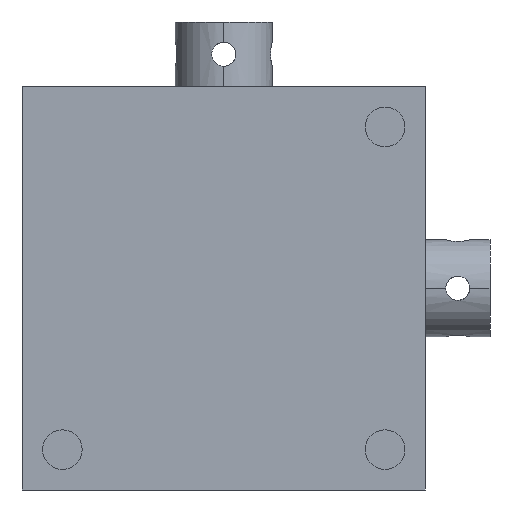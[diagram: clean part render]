
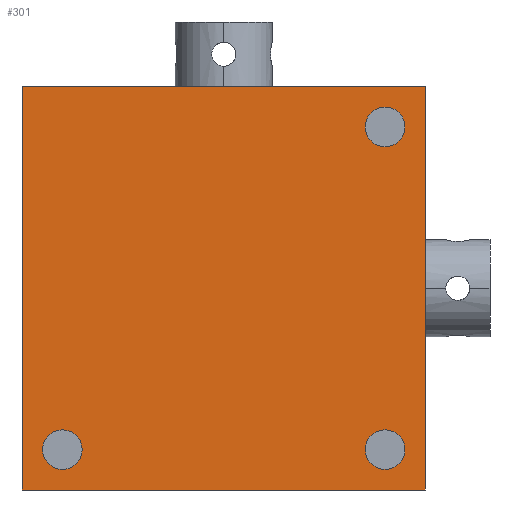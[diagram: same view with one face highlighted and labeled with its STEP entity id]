
A CAD part, front view. The second image highlights one B-rep face of the part: STEP entity #301.
In plain terms, the highlighted planar face has unit normal (0, -1, 0).
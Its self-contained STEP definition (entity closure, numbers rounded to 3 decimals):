
#301 = ADVANCED_FACE( '', ( #697, #698, #699, #700 ), #701, .T. );
#697 = FACE_BOUND( '', #1347, .T. );
#698 = FACE_BOUND( '', #1348, .T. );
#699 = FACE_BOUND( '', #1349, .T. );
#700 = FACE_OUTER_BOUND( '', #1350, .T. );
#701 = PLANE( '', #1351 );
#1347 = EDGE_LOOP( '', ( #2514, #2515 ) );
#1348 = EDGE_LOOP( '', ( #2516, #2517 ) );
#1349 = EDGE_LOOP( '', ( #2518, #2519 ) );
#1350 = EDGE_LOOP( '', ( #2520, #2521, #2522, #2523 ) );
#1351 = AXIS2_PLACEMENT_3D( '', #2524, #2525, #2526 );
#2514 = ORIENTED_EDGE( '', *, *, #4195, .T. );
#2515 = ORIENTED_EDGE( '', *, *, #4405, .T. );
#2516 = ORIENTED_EDGE( '', *, *, #4191, .T. );
#2517 = ORIENTED_EDGE( '', *, *, #4406, .T. );
#2518 = ORIENTED_EDGE( '', *, *, #4187, .T. );
#2519 = ORIENTED_EDGE( '', *, *, #4407, .T. );
#2520 = ORIENTED_EDGE( '', *, *, #4395, .T. );
#2521 = ORIENTED_EDGE( '', *, *, #4350, .F. );
#2522 = ORIENTED_EDGE( '', *, *, #4369, .F. );
#2523 = ORIENTED_EDGE( '', *, *, #4384, .T. );
#2524 = CARTESIAN_POINT( '', ( -12.5, 0., 12.5 ) );
#2525 = DIRECTION( '', ( 0., -1., 0. ) );
#2526 = DIRECTION( '', ( -1., 0., 0. ) );
#4187 = EDGE_CURVE( '', #4921, #4925, #4927, .T. );
#4191 = EDGE_CURVE( '', #4929, #4933, #4935, .T. );
#4195 = EDGE_CURVE( '', #4937, #4941, #4943, .T. );
#4350 = EDGE_CURVE( '', #5198, #5200, #5201, .T. );
#4369 = EDGE_CURVE( '', #5230, #5198, #5232, .T. );
#4384 = EDGE_CURVE( '', #5230, #5254, #5256, .T. );
#4395 = EDGE_CURVE( '', #5254, #5200, #5274, .T. );
#4405 = EDGE_CURVE( '', #4941, #4937, #5288, .T. );
#4406 = EDGE_CURVE( '', #4933, #4929, #5289, .T. );
#4407 = EDGE_CURVE( '', #4925, #4921, #5290, .T. );
#4921 = VERTEX_POINT( '', #6117 );
#4925 = VERTEX_POINT( '', #6122 );
#4927 = CIRCLE( '', #6125, 1.23 );
#4929 = VERTEX_POINT( '', #6127 );
#4933 = VERTEX_POINT( '', #6132 );
#4935 = CIRCLE( '', #6135, 1.23 );
#4937 = VERTEX_POINT( '', #6137 );
#4941 = VERTEX_POINT( '', #6142 );
#4943 = CIRCLE( '', #6145, 1.23 );
#5198 = VERTEX_POINT( '', #6635 );
#5200 = VERTEX_POINT( '', #6638 );
#5201 = LINE( '', #6639, #6640 );
#5230 = VERTEX_POINT( '', #6682 );
#5232 = LINE( '', #6685, #6686 );
#5254 = VERTEX_POINT( '', #6718 );
#5256 = LINE( '', #6721, #6722 );
#5274 = LINE( '', #6750, #6751 );
#5288 = CIRCLE( '', #6771, 1.23 );
#5289 = CIRCLE( '', #6772, 1.23 );
#5290 = CIRCLE( '', #6773, 1.23 );
#6117 = CARTESIAN_POINT( '', ( 10., 0., -11.23 ) );
#6122 = CARTESIAN_POINT( '', ( 10., 0., -8.771 ) );
#6125 = AXIS2_PLACEMENT_3D( '', #8071, #8072, #8073 );
#6127 = CARTESIAN_POINT( '', ( 10., 0., 8.771 ) );
#6132 = CARTESIAN_POINT( '', ( 10., 0., 11.23 ) );
#6135 = AXIS2_PLACEMENT_3D( '', #8079, #8080, #8081 );
#6137 = CARTESIAN_POINT( '', ( -10., 0., -11.23 ) );
#6142 = CARTESIAN_POINT( '', ( -10., 0., -8.771 ) );
#6145 = AXIS2_PLACEMENT_3D( '', #8087, #8088, #8089 );
#6635 = CARTESIAN_POINT( '', ( 12.5, 0., 12.5 ) );
#6638 = CARTESIAN_POINT( '', ( 12.5, 0., -12.5 ) );
#6639 = CARTESIAN_POINT( '', ( 12.5, 0., 12.5 ) );
#6640 = VECTOR( '', #8324, 1. );
#6682 = CARTESIAN_POINT( '', ( -12.5, 0., 12.5 ) );
#6685 = CARTESIAN_POINT( '', ( -12.5, 0., 12.5 ) );
#6686 = VECTOR( '', #8351, 1. );
#6718 = CARTESIAN_POINT( '', ( -12.5, 0., -12.5 ) );
#6721 = CARTESIAN_POINT( '', ( -12.5, 0., 12.5 ) );
#6722 = VECTOR( '', #8372, 1. );
#6750 = CARTESIAN_POINT( '', ( -12.5, 0., -12.5 ) );
#6751 = VECTOR( '', #8383, 1. );
#6771 = AXIS2_PLACEMENT_3D( '', #8399, #8400, #8401 );
#6772 = AXIS2_PLACEMENT_3D( '', #8402, #8403, #8404 );
#6773 = AXIS2_PLACEMENT_3D( '', #8405, #8406, #8407 );
#8071 = CARTESIAN_POINT( '', ( 10., 0., -10. ) );
#8072 = DIRECTION( '', ( 0., 1., 0. ) );
#8073 = DIRECTION( '', ( 0., 0., -1. ) );
#8079 = CARTESIAN_POINT( '', ( 10., 0., 10. ) );
#8080 = DIRECTION( '', ( 0., 1., 0. ) );
#8081 = DIRECTION( '', ( 0., 0., -1. ) );
#8087 = CARTESIAN_POINT( '', ( -10., 0., -10. ) );
#8088 = DIRECTION( '', ( 0., 1., 0. ) );
#8089 = DIRECTION( '', ( 0., 0., -1. ) );
#8324 = DIRECTION( '', ( 0., 0., -1. ) );
#8351 = DIRECTION( '', ( 1., 0., 0. ) );
#8372 = DIRECTION( '', ( 0., 0., -1. ) );
#8383 = DIRECTION( '', ( 1., 0., 0. ) );
#8399 = CARTESIAN_POINT( '', ( -10., 0., -10. ) );
#8400 = DIRECTION( '', ( 0., 1., 0. ) );
#8401 = DIRECTION( '', ( 0., 0., -1. ) );
#8402 = CARTESIAN_POINT( '', ( 10., 0., 10. ) );
#8403 = DIRECTION( '', ( 0., 1., 0. ) );
#8404 = DIRECTION( '', ( 0., 0., -1. ) );
#8405 = CARTESIAN_POINT( '', ( 10., 0., -10. ) );
#8406 = DIRECTION( '', ( 0., 1., 0. ) );
#8407 = DIRECTION( '', ( 0., 0., -1. ) );
